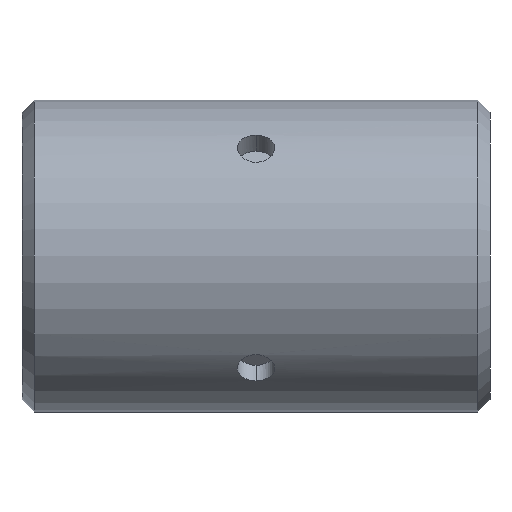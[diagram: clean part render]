
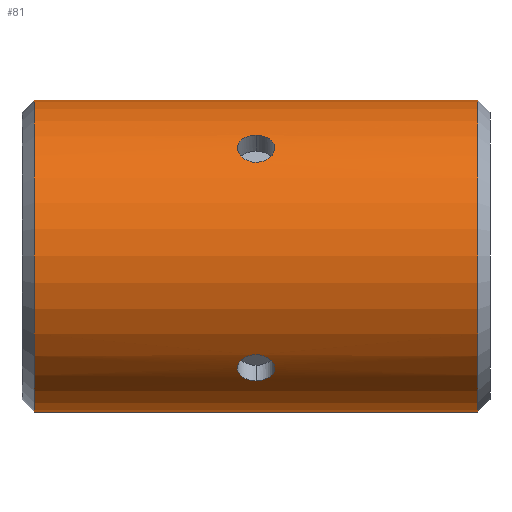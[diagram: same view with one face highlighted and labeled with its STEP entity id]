
A CAD part, front view. The second image highlights one B-rep face of the part: STEP entity #81.
In plain terms, the highlighted cylindrical face has radius 5 mm (diameter 10 mm), a partial arc.
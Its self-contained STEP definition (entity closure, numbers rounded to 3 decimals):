
#81=ADVANCED_FACE('NONE',(#170,#171,#172),#173,.T.);
#170=FACE_OUTER_BOUND('',#262,.T.);
#171=FACE_BOUND('',#263,.T.);
#172=FACE_BOUND('',#264,.T.);
#173=CYLINDRICAL_SURFACE('',#265,5.0);
#262=EDGE_LOOP('',(#423,#424,#425,#426));
#263=EDGE_LOOP('',(#427,#428));
#264=EDGE_LOOP('',(#429,#430));
#265=AXIS2_PLACEMENT_3D('',#431,#432,#433);
#423=ORIENTED_EDGE('',*,*,#540,.T.);
#424=ORIENTED_EDGE('',*,*,#567,.F.);
#425=ORIENTED_EDGE('',*,*,#542,.T.);
#426=ORIENTED_EDGE('',*,*,#556,.T.);
#427=ORIENTED_EDGE('',*,*,#569,.T.);
#428=ORIENTED_EDGE('',*,*,#509,.T.);
#429=ORIENTED_EDGE('',*,*,#570,.T.);
#430=ORIENTED_EDGE('',*,*,#514,.T.);
#431=CARTESIAN_POINT('',(-10.5,0.0,0.0));
#432=DIRECTION('',(1.0,0.0,-0.0));
#433=DIRECTION('',(0.0,0.0,1.0));
#509=EDGE_CURVE('NONE',#590,#587,#591,.T.);
#514=EDGE_CURVE('NONE',#599,#596,#600,.T.);
#540=EDGE_CURVE('',#643,#644,#645,.T.);
#542=EDGE_CURVE('',#648,#646,#649,.T.);
#556=EDGE_CURVE('NONE',#646,#643,#667,.T.);
#567=EDGE_CURVE('NONE',#648,#644,#678,.T.);
#569=EDGE_CURVE('NONE',#587,#590,#680,.T.);
#570=EDGE_CURVE('NONE',#596,#599,#681,.T.);
#587=VERTEX_POINT('NONE',#698);
#590=VERTEX_POINT('',#702);
#591=B_SPLINE_CURVE_WITH_KNOTS('',3,(#703,#704,#705,#706,#707,#708,#709,#710,#711,#712),.UNSPECIFIED.,.F.,.F.,(4,2,2,2,4),(0.002,0.002,0.003,0.003,0.004),.UNSPECIFIED.);
#596=VERTEX_POINT('NONE',#718);
#599=VERTEX_POINT('',#722);
#600=B_SPLINE_CURVE_WITH_KNOTS('',3,(#723,#724,#725,#726,#727,#728,#729,#730,#731,#732),.UNSPECIFIED.,.F.,.F.,(4,2,2,2,4),(0.002,0.002,0.003,0.003,0.004),.UNSPECIFIED.);
#643=VERTEX_POINT('NONE',#824);
#644=VERTEX_POINT('NONE',#825);
#645=LINE('',#826,#827);
#646=VERTEX_POINT('',#828);
#648=VERTEX_POINT('',#830);
#649=LINE('',#831,#832);
#667=CIRCLE('',#856,5.0);
#678=CIRCLE('',#867,5.0);
#680=B_SPLINE_CURVE_WITH_KNOTS('',3,(#869,#870,#871,#872,#873,#874,#875,#876,#877,#878,#879,#880),.UNSPECIFIED.,.F.,.F.,(4,2,2,2,2,4),(0.0,0.,0.001,0.001,0.002,0.002),.UNSPECIFIED.);
#681=B_SPLINE_CURVE_WITH_KNOTS('',3,(#881,#882,#883,#884,#885,#886,#887,#888,#889,#890,#891,#892),.UNSPECIFIED.,.F.,.F.,(4,2,2,2,2,4),(0.,0.,0.001,0.001,0.002,0.002),.UNSPECIFIED.);
#698=CARTESIAN_POINT('',(0.0,-3.996,3.006));
#702=CARTESIAN_POINT('',(0.,-3.164,3.871));
#703=CARTESIAN_POINT('',(0.,-3.164,3.871));
#704=CARTESIAN_POINT('',(0.157,-3.164,3.871));
#705=CARTESIAN_POINT('',(0.313,-3.215,3.831));
#706=CARTESIAN_POINT('',(0.535,-3.382,3.684));
#707=CARTESIAN_POINT('',(0.6,-3.496,3.579));
#708=CARTESIAN_POINT('',(0.6,-3.715,3.35));
#709=CARTESIAN_POINT('',(0.535,-3.817,3.232));
#710=CARTESIAN_POINT('',(0.314,-3.957,3.059));
#711=CARTESIAN_POINT('',(0.159,-3.996,3.006));
#712=CARTESIAN_POINT('',(0.0,-3.996,3.006));
#718=CARTESIAN_POINT('',(0.0,-3.006,-3.996));
#722=CARTESIAN_POINT('',(0.,-3.871,-3.164));
#723=CARTESIAN_POINT('',(0.,-3.871,-3.164));
#724=CARTESIAN_POINT('',(0.157,-3.871,-3.164));
#725=CARTESIAN_POINT('',(0.313,-3.831,-3.215));
#726=CARTESIAN_POINT('',(0.535,-3.684,-3.382));
#727=CARTESIAN_POINT('',(0.6,-3.579,-3.496));
#728=CARTESIAN_POINT('',(0.6,-3.35,-3.715));
#729=CARTESIAN_POINT('',(0.535,-3.232,-3.817));
#730=CARTESIAN_POINT('',(0.314,-3.059,-3.957));
#731=CARTESIAN_POINT('',(0.159,-3.006,-3.996));
#732=CARTESIAN_POINT('',(0.0,-3.006,-3.996));
#824=CARTESIAN_POINT('',(7.1,0.0,5.0));
#825=CARTESIAN_POINT('',(-7.1,0.0,5.0));
#826=CARTESIAN_POINT('',(0.,0.,5.0));
#827=VECTOR('',#944,1.0);
#828=CARTESIAN_POINT('',(7.1,0.,-5.0));
#830=CARTESIAN_POINT('',(-7.1,0.,-5.0));
#831=CARTESIAN_POINT('',(0.,0.,-5.0));
#832=VECTOR('',#948,1.0);
#856=AXIS2_PLACEMENT_3D('',#964,#965,#966);
#867=AXIS2_PLACEMENT_3D('',#985,#986,#987);
#869=CARTESIAN_POINT('',(0.,-3.996,3.006));
#870=CARTESIAN_POINT('',(-0.159,-3.996,3.006));
#871=CARTESIAN_POINT('',(-0.314,-3.957,3.059));
#872=CARTESIAN_POINT('',(-0.535,-3.817,3.232));
#873=CARTESIAN_POINT('',(-0.6,-3.715,3.351));
#874=CARTESIAN_POINT('',(-0.6,-3.498,3.577));
#875=CARTESIAN_POINT('',(-0.537,-3.383,3.683));
#876=CARTESIAN_POINT('',(-0.313,-3.215,3.831));
#877=CARTESIAN_POINT('',(-0.157,-3.164,3.871));
#878=CARTESIAN_POINT('',(0.,-3.164,3.871));
#879=CARTESIAN_POINT('',(0.,-3.164,3.871));
#880=CARTESIAN_POINT('',(0.,-3.164,3.871));
#881=CARTESIAN_POINT('',(0.,-3.006,-3.996));
#882=CARTESIAN_POINT('',(-0.159,-3.006,-3.996));
#883=CARTESIAN_POINT('',(-0.314,-3.059,-3.957));
#884=CARTESIAN_POINT('',(-0.535,-3.232,-3.817));
#885=CARTESIAN_POINT('',(-0.6,-3.351,-3.715));
#886=CARTESIAN_POINT('',(-0.6,-3.577,-3.498));
#887=CARTESIAN_POINT('',(-0.537,-3.683,-3.383));
#888=CARTESIAN_POINT('',(-0.313,-3.831,-3.215));
#889=CARTESIAN_POINT('',(-0.157,-3.871,-3.164));
#890=CARTESIAN_POINT('',(0.,-3.871,-3.164));
#891=CARTESIAN_POINT('',(0.,-3.871,-3.164));
#892=CARTESIAN_POINT('',(0.,-3.871,-3.164));
#944=DIRECTION('',(-1.0,-0.0,-0.0));
#948=DIRECTION('',(1.0,0.0,0.0));
#964=CARTESIAN_POINT('',(7.1,0.0,0.0));
#965=DIRECTION('',(-1.0,0.0,0.0));
#966=DIRECTION('',(0.0,0.0,1.0));
#985=CARTESIAN_POINT('',(-7.1,0.0,0.0));
#986=DIRECTION('',(-1.0,0.0,0.0));
#987=DIRECTION('',(0.0,0.0,1.0));
